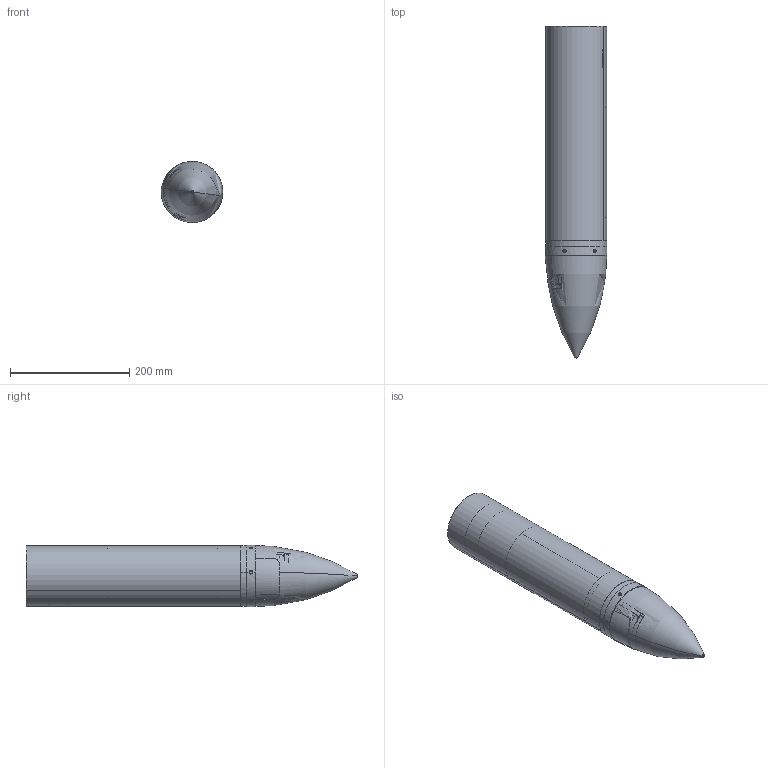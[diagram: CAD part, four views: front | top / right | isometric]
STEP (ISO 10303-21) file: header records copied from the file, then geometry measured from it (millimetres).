
FILE_DESCRIPTION (( 'STEP AP203' ), '1' );
FILE_NAME ('ﾑ碚濱ﾌ-1 ﾃﾎ 淸褞.STEP', '2024-02-08T11:43:13', ( 'Sofia' ), ( 'HP' ), 'SwSTEP 2.0', 'SolidWorks 2023', '' );
FILE_SCHEMA (( 'CONFIG_CONTROL_DESIGN' ));
Length unit declared in the file: millimetre
Products named in the file (11): Сборка ССП; Сборка_ГО_20_09_2023; Цилиндр ССП; Сборка_М-1 ГО рендер; Крепление строп_2022-09-04; ГО_оболочка_V2_10_10_2023; ГО_коннектор_15_09_2023; go_pro_hero4; Стекло в ГО; Уложенный парашют; Пыж тяжелый
Assembly tree (10 placements, depth 3):
  Сборка_М-1 ГО рендер
    Сборка ССП
      Цилиндр ССП
      Пыж тяжелый
      Крепление строп_2022-09-04
      Уложенный парашют
    Сборка_ГО_20_09_2023
      ГО_коннектор_15_09_2023
      ГО_оболочка_V2_10_10_2023
      go_pro_hero4
      Стекло в ГО
Bounding box: 103.25 x 557 x 102.54 mm (x, y, z)
Volume: 2338030.3 mm3; surface area: 516114.4 mm2
Topology: 9 solids, 9 shells, 496 faces, 1304 edges, 851 vertices
Faces by surface type: plane 251, cylinder 169, bspline 31, torus 27, cone 14, sphere 4
Entity records: 23999 total; most frequent: CARTESIAN_POINT 10407, ORIENTED_EDGE 2608, DIRECTION 2528, EDGE_CURVE 1304, AXIS2_PLACEMENT_3D 885, VERTEX_POINT 851, LINE 758, VECTOR 758
